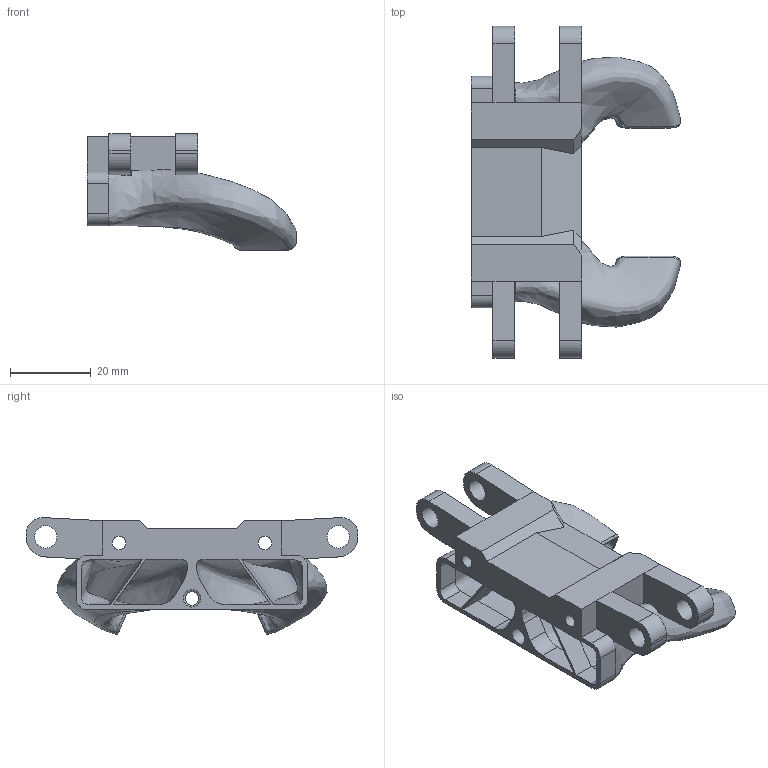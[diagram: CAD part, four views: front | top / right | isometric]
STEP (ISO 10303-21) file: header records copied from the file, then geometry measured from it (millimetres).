
FILE_DESCRIPTION(/* description */ (''),/* implementation_level */ '2;1');
FILE_NAME(/* name */ 'EVA_3-0_X5SA-PRO_Standard_Duct.step',/* time_stamp */ '2022-11-24T22:48:07-06:00',/* author */ (''),/* organization */ (''),/* preprocessor_version */ 'ST-DEVELOPER v19.2',/* originating_system */ 'Autodesk Translation Framework v11.17.0.187',/* authorisation */ '');
FILE_SCHEMA (('AUTOMOTIVE_DESIGN { 1 0 10303 214 3 1 1 }'));
Length unit declared in the file: millimetre
Products named in the file (1): EVA_3-0_X5SA-PRO_Standard_Duct
Bounding box: 51.64 x 82 x 28.86 mm (x, y, z)
Volume: 18247.3 mm3; surface area: 18119.1 mm2
Topology: 1 solids, 1 shells, 139 faces, 436 edges, 299 vertices
Faces by surface type: plane 86, cylinder 30, bspline 22, cone 1
Full cylindrical faces by diameter (mm): 3.3 x3, 4.25 x1, 5.5 x4
Entity records: 30012 total; most frequent: CARTESIAN_POINT 26347, ORIENTED_EDGE 872, DIRECTION 582, EDGE_CURVE 436, VERTEX_POINT 299, LINE 228, VECTOR 228, AXIS2_PLACEMENT_3D 177
